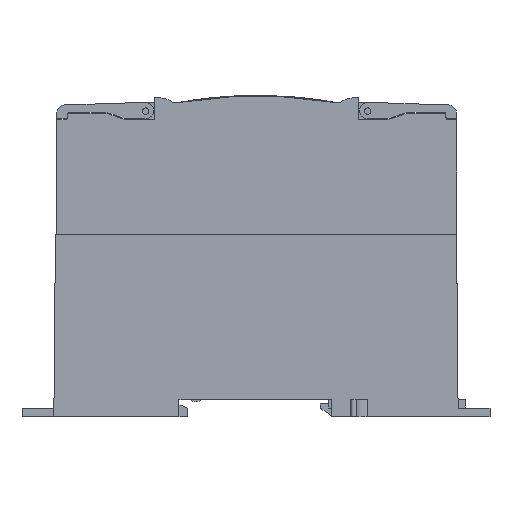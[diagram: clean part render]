
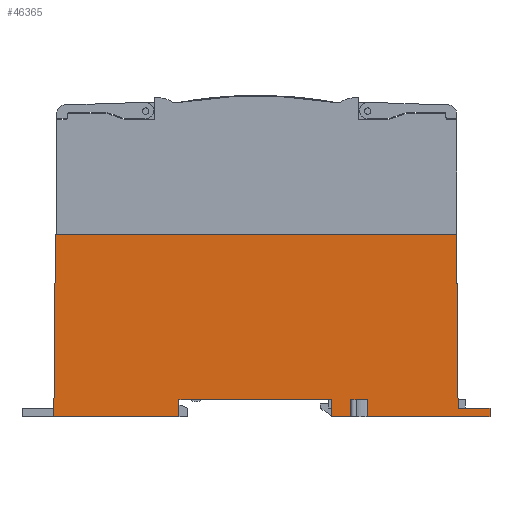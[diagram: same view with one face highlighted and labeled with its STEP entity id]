
A CAD part, left-side view. The second image highlights one B-rep face of the part: STEP entity #46365.
In plain terms, the highlighted planar face has unit normal (-1, 0, 0).
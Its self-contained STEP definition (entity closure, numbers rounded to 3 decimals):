
#248 = EDGE_CURVE ( 'NONE', #28577, #32933, #16331, .T. ) ;
#854 = CARTESIAN_POINT ( 'NONE',  ( 0., 21.3, -42.8 ) ) ;
#1433 = EDGE_CURVE ( 'NONE', #9088, #28577, #31412, .T. ) ;
#1527 = VERTEX_POINT ( 'NONE', #50451 ) ;
#1825 = EDGE_CURVE ( 'NONE', #31609, #20861, #36490, .T. ) ;
#2647 = CARTESIAN_POINT ( 'NONE',  ( 0., 0., -42.8 ) ) ;
#2669 = ORIENTED_EDGE ( 'NONE', *, *, #14372, .F. ) ;
#3146 = DIRECTION ( 'NONE',  ( 0., -1., 0. ) ) ;
#3571 = VECTOR ( 'NONE', #35854, 1000. ) ;
#3766 = EDGE_CURVE ( 'NONE', #39692, #29630, #28435, .T. ) ;
#4105 = EDGE_CURVE ( 'NONE', #9380, #32933, #39317, .T. ) ;
#4284 = ORIENTED_EDGE ( 'NONE', *, *, #41578, .F. ) ;
#5470 = VECTOR ( 'NONE', #16275, 1000. ) ;
#5555 = LINE ( 'NONE', #10802, #48079 ) ;
#6509 = VECTOR ( 'NONE', #46801, 1000. ) ;
#7167 = DIRECTION ( 'NONE',  ( 0., -1., 0. ) ) ;
#7981 = CARTESIAN_POINT ( 'NONE',  ( 0., 29.7, -42.8 ) ) ;
#8535 = CARTESIAN_POINT ( 'NONE',  ( 0., 95., -40.9 ) ) ;
#9088 = VERTEX_POINT ( 'NONE', #26146 ) ;
#9357 = CARTESIAN_POINT ( 'NONE',  ( 0., 0., -42.8 ) ) ;
#9380 = VERTEX_POINT ( 'NONE', #16052 ) ;
#9492 = VECTOR ( 'NONE', #12683, 1000. ) ;
#10392 = CARTESIAN_POINT ( 'NONE',  ( 0., 21.3, -38.8 ) ) ;
#10802 = CARTESIAN_POINT ( 'NONE',  ( 0., 0., -42.8 ) ) ;
#12053 = CARTESIAN_POINT ( 'NONE',  ( 0., 25.2, -38.8 ) ) ;
#12683 = DIRECTION ( 'NONE',  ( 0., -0.009, 1. ) ) ;
#13162 = DIRECTION ( 'NONE',  ( 0., 1., 0. ) ) ;
#14015 = VECTOR ( 'NONE', #27775, 1000. ) ;
#14372 = EDGE_CURVE ( 'NONE', #1527, #20065, #36101, .T. ) ;
#14381 = CARTESIAN_POINT ( 'NONE',  ( 0., 25.2, -42.8 ) ) ;
#14912 = ORIENTED_EDGE ( 'NONE', *, *, #43100, .F. ) ;
#15139 = DIRECTION ( 'NONE',  ( -1., 0., 0. ) ) ;
#15347 = CARTESIAN_POINT ( 'NONE',  ( 0., 21.3, -42.8 ) ) ;
#16052 = CARTESIAN_POINT ( 'NONE',  ( 0., 0., -40.9 ) ) ;
#16138 = CARTESIAN_POINT ( 'NONE',  ( 0., 0., -38.8 ) ) ;
#16275 = DIRECTION ( 'NONE',  ( 0., 0., 1. ) ) ;
#16331 = LINE ( 'NONE', #27887, #53059 ) ;
#16990 = VECTOR ( 'NONE', #24121, 1000. ) ;
#17123 = VERTEX_POINT ( 'NONE', #48680 ) ;
#17425 = VECTOR ( 'NONE', #48466, 1000. ) ;
#17537 = EDGE_CURVE ( 'NONE', #52726, #36500, #24950, .T. ) ;
#19419 = LINE ( 'NONE', #33672, #47136 ) ;
#19808 = ORIENTED_EDGE ( 'NONE', *, *, #3766, .F. ) ;
#20065 = VERTEX_POINT ( 'NONE', #29896 ) ;
#20526 = EDGE_LOOP ( 'NONE', ( #19808, #4284, #38368, #48929, #47686, #49714, #49295, #24866, #38510, #38024, #22037, #2669, #14912, #42368 ) ) ;
#20861 = VERTEX_POINT ( 'NONE', #50865 ) ;
#21739 = DIRECTION ( 'NONE',  ( 0., 0., -1. ) ) ;
#22037 = ORIENTED_EDGE ( 'NONE', *, *, #46688, .F. ) ;
#22112 = CARTESIAN_POINT ( 'NONE',  ( 0., 25.2, -42.8 ) ) ;
#23379 = CARTESIAN_POINT ( 'NONE',  ( 0., -7.5, -42.8 ) ) ;
#23456 = EDGE_CURVE ( 'NONE', #9088, #17123, #28812, .T. ) ;
#23798 = EDGE_CURVE ( 'NONE', #28868, #29630, #5555, .T. ) ;
#23993 = DIRECTION ( 'NONE',  ( 0., 1., 0. ) ) ;
#24121 = DIRECTION ( 'NONE',  ( 0., -1., 0. ) ) ;
#24866 = ORIENTED_EDGE ( 'NONE', *, *, #248, .F. ) ;
#24950 = LINE ( 'NONE', #15347, #14015 ) ;
#26146 = CARTESIAN_POINT ( 'NONE',  ( 0., 95.017, -42.8 ) ) ;
#27018 = EDGE_CURVE ( 'NONE', #52726, #31609, #49838, .T. ) ;
#27391 = LINE ( 'NONE', #7981, #5470 ) ;
#27660 = CARTESIAN_POINT ( 'NONE',  ( 0., 29.7, -42.8 ) ) ;
#27775 = DIRECTION ( 'NONE',  ( 0., 0., 1. ) ) ;
#27887 = CARTESIAN_POINT ( 'NONE',  ( 0., 0., 0. ) ) ;
#28141 = LINE ( 'NONE', #46407, #50024 ) ;
#28435 = LINE ( 'NONE', #22112, #6509 ) ;
#28577 = VERTEX_POINT ( 'NONE', #40981 ) ;
#28812 = LINE ( 'NONE', #9357, #50684 ) ;
#28868 = VERTEX_POINT ( 'NONE', #27660 ) ;
#29630 = VERTEX_POINT ( 'NONE', #14381 ) ;
#29896 = CARTESIAN_POINT ( 'NONE',  ( 0., 65.6, -38.8 ) ) ;
#30567 = CARTESIAN_POINT ( 'NONE',  ( 0., -7.5, -42.8 ) ) ;
#30614 = EDGE_CURVE ( 'NONE', #20861, #9380, #19419, .T. ) ;
#31412 = LINE ( 'NONE', #8535, #9492 ) ;
#31609 = VERTEX_POINT ( 'NONE', #30567 ) ;
#31616 = CARTESIAN_POINT ( 'NONE',  ( 0., 0., -38.8 ) ) ;
#31724 = AXIS2_PLACEMENT_3D ( 'NONE', #2647, #15139, #43947 ) ;
#31919 = CARTESIAN_POINT ( 'NONE',  ( 0., -0.017, -42.8 ) ) ;
#32360 = DIRECTION ( 'NONE',  ( 0., 1., 0. ) ) ;
#32394 = VECTOR ( 'NONE', #23993, 1000. ) ;
#32933 = VERTEX_POINT ( 'NONE', #49338 ) ;
#33672 = CARTESIAN_POINT ( 'NONE',  ( 0., -7.5, -40.9 ) ) ;
#35854 = DIRECTION ( 'NONE',  ( 0., 0., 1. ) ) ;
#36101 = LINE ( 'NONE', #16138, #45747 ) ;
#36490 = LINE ( 'NONE', #23379, #3571 ) ;
#36500 = VERTEX_POINT ( 'NONE', #10392 ) ;
#38024 = ORIENTED_EDGE ( 'NONE', *, *, #23456, .T. ) ;
#38206 = DIRECTION ( 'NONE',  ( 0., -1., 0. ) ) ;
#38368 = ORIENTED_EDGE ( 'NONE', *, *, #17537, .F. ) ;
#38510 = ORIENTED_EDGE ( 'NONE', *, *, #1433, .F. ) ;
#39317 = LINE ( 'NONE', #31919, #17425 ) ;
#39692 = VERTEX_POINT ( 'NONE', #12053 ) ;
#39805 = PLANE ( 'NONE',  #31724 ) ;
#40981 = CARTESIAN_POINT ( 'NONE',  ( 0., 94.643, 0. ) ) ;
#41578 = EDGE_CURVE ( 'NONE', #36500, #39692, #52980, .T. ) ;
#42368 = ORIENTED_EDGE ( 'NONE', *, *, #23798, .T. ) ;
#43100 = EDGE_CURVE ( 'NONE', #28868, #1527, #27391, .T. ) ;
#43947 = DIRECTION ( 'NONE',  ( 0., 0., 1. ) ) ;
#45747 = VECTOR ( 'NONE', #32360, 1000. ) ;
#46365 = ADVANCED_FACE ( 'NONE', ( #47438 ), #39805, .T. ) ;
#46407 = CARTESIAN_POINT ( 'NONE',  ( 0., 65.6, -42.8 ) ) ;
#46688 = EDGE_CURVE ( 'NONE', #20065, #17123, #28141, .T. ) ;
#46801 = DIRECTION ( 'NONE',  ( 0., 0., -1. ) ) ;
#47136 = VECTOR ( 'NONE', #13162, 1000. ) ;
#47438 = FACE_OUTER_BOUND ( 'NONE', #20526, .T. ) ;
#47686 = ORIENTED_EDGE ( 'NONE', *, *, #1825, .T. ) ;
#48079 = VECTOR ( 'NONE', #7167, 1000. ) ;
#48466 = DIRECTION ( 'NONE',  ( 0., 0.009, 1. ) ) ;
#48680 = CARTESIAN_POINT ( 'NONE',  ( 0., 65.6, -42.8 ) ) ;
#48929 = ORIENTED_EDGE ( 'NONE', *, *, #27018, .T. ) ;
#49033 = CARTESIAN_POINT ( 'NONE',  ( 0., 0., -42.8 ) ) ;
#49295 = ORIENTED_EDGE ( 'NONE', *, *, #4105, .T. ) ;
#49338 = CARTESIAN_POINT ( 'NONE',  ( 0., 0.357, 0. ) ) ;
#49714 = ORIENTED_EDGE ( 'NONE', *, *, #30614, .T. ) ;
#49838 = LINE ( 'NONE', #49033, #16990 ) ;
#50024 = VECTOR ( 'NONE', #21739, 1000. ) ;
#50451 = CARTESIAN_POINT ( 'NONE',  ( 0., 29.7, -38.8 ) ) ;
#50684 = VECTOR ( 'NONE', #38206, 1000. ) ;
#50865 = CARTESIAN_POINT ( 'NONE',  ( 0., -7.5, -40.9 ) ) ;
#52726 = VERTEX_POINT ( 'NONE', #854 ) ;
#52980 = LINE ( 'NONE', #31616, #32394 ) ;
#53059 = VECTOR ( 'NONE', #3146, 1000. ) ;
